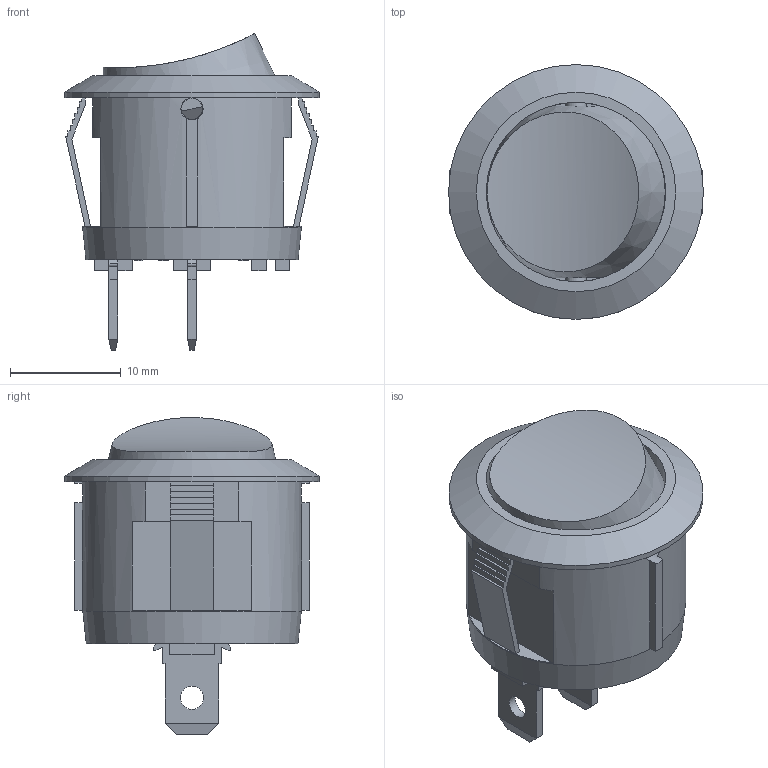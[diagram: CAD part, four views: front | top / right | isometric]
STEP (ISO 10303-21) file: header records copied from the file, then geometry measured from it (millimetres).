
FILE_DESCRIPTION(/* description */ (' '),/* implementation_level */ '2;1');
FILE_NAME(/* name */ 'RRG3813xx00.stp',/* time_stamp */ '2024-02-02T08:35:38-06:00',/* author */ ('mwilliams'),/* organization */ (' '),/* preprocessor_version */ 'ST-DEVELOPER v18.1',/* originating_system */ 'Autodesk Inventor 2022',/* authorisation */ ' ');
FILE_SCHEMA (('AUTOMOTIVE_DESIGN { 1 0 10303 214 3 1 1 }'));
Length unit declared in the file: inch
Products named in the file (1): Part14
Bounding box: 23 x 23 x 28.6 mm (x, y, z)
Volume: 3212.8 mm3; surface area: 3763.4 mm2
Topology: 1 solids, 1 shells, 224 faces, 634 edges, 419 vertices
Faces by surface type: plane 171, bspline 31, cylinder 18, cone 3, sphere 1
Full cylindrical faces by diameter (mm): 1.9 x2, 2 x2, 2.1 x2, 3 x1, 4.6 x1, 16.2 x1, 23 x1
Entity records: 7631 total; most frequent: CARTESIAN_POINT 1942, ORIENTED_EDGE 1266, DIRECTION 1001, EDGE_CURVE 633, LINE 491, VECTOR 491, VERTEX_POINT 419, AXIS2_PLACEMENT_3D 255
